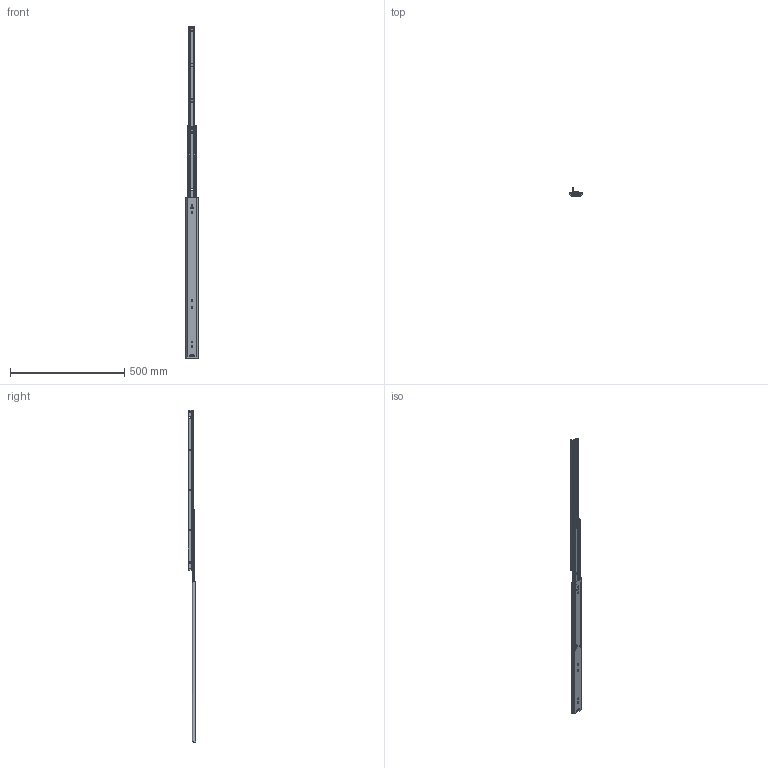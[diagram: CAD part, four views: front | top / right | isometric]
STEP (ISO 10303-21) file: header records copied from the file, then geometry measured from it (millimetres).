
FILE_DESCRIPTION((''),'2;1');
FILE_NAME('112-S08_ASM','2015-05-07T',('w.jans'),(''),'PRO/ENGINEER BY PARAMETRIC TECHNOLOGY CORPORATION, 2003450','PRO/ENGINEER BY PARAMETRIC TECHNOLOGY CORPORATION, 2003450','');
FILE_SCHEMA(('CONFIG_CONTROL_DESIGN'));
Length unit declared in the file: millimetre
Products named in the file (35): 112-S08-SKEL; 511-12-S08-HD_AF0; 511-12-S08-HD_ASM; 515-6XX-12-S08; 911-074; 515-6XX-12-S08_ASM; 512-12-S08-UA2; 512-12-S08-UA2_ASM; 515-7XX-12-S08_AF0; 911-075_AF0; 911-075_AF1; 911-075_AF2; 911-075_AF3; 911-075_AF4; 911-075_AF5; 911-075_AF6; 911-075_AF7; 911-075_AF8; 911-075_AF9; 911-075; 911-075_AF10; 911-075_AF11; 911-075_AF12; 911-075_AF13; 911-075_AF14; 911-075_AF15; 911-075_AF16; 911-075_AF17; 911-075_AF18; 911-075_AF19; 515-7XX-12-S08_ASM; 513-12-S08-U3; 516-110; 513-12-S08-U3_ASM; 112-S08_ASM
Assembly tree (86 placements, depth 3):
  112-S08_ASM
    112-S08-SKEL
    511-12-S08-HD_ASM
      511-12-S08-HD_AF0
    515-6XX-12-S08_ASM
      515-6XX-12-S08
      911-074  x44
    512-12-S08-UA2_ASM
      512-12-S08-UA2
    515-7XX-12-S08_ASM
      515-7XX-12-S08_AF0
      911-075_AF0
      911-075_AF1
      911-075_AF2
      911-075_AF3
      911-075_AF4
      911-075_AF5
      911-075_AF6
      911-075_AF7
      911-075_AF8
      911-075_AF9
      911-075  x10
      911-075_AF10
      911-075_AF11
      911-075_AF12
      911-075_AF13
      911-075_AF14
      911-075_AF15
      911-075_AF16
      911-075_AF17
      911-075_AF18
      911-075_AF19
    513-12-S08-U3_ASM
      513-12-S08-U3
      516-110
Bounding box: 55.78 x 32.5 x 1450 mm (x, y, z)
Volume: 285489.6 mm3; surface area: 397839.2 mm2
Topology: 80 solids, 80 shells, 1934 faces, 5610 edges, 3541 vertices
Faces by surface type: plane 966, cylinder 754, sphere 148, torus 34, cone 24, bspline 8
Entity records: 64415 total; most frequent: CARTESIAN_POINT 14606, ORIENTED_EDGE 10420, DIRECTION 10327, EDGE_CURVE 5210, AXIS2_PLACEMENT_3D 3533, VERTEX_POINT 3437, VECTOR 3261, LINE 3261
